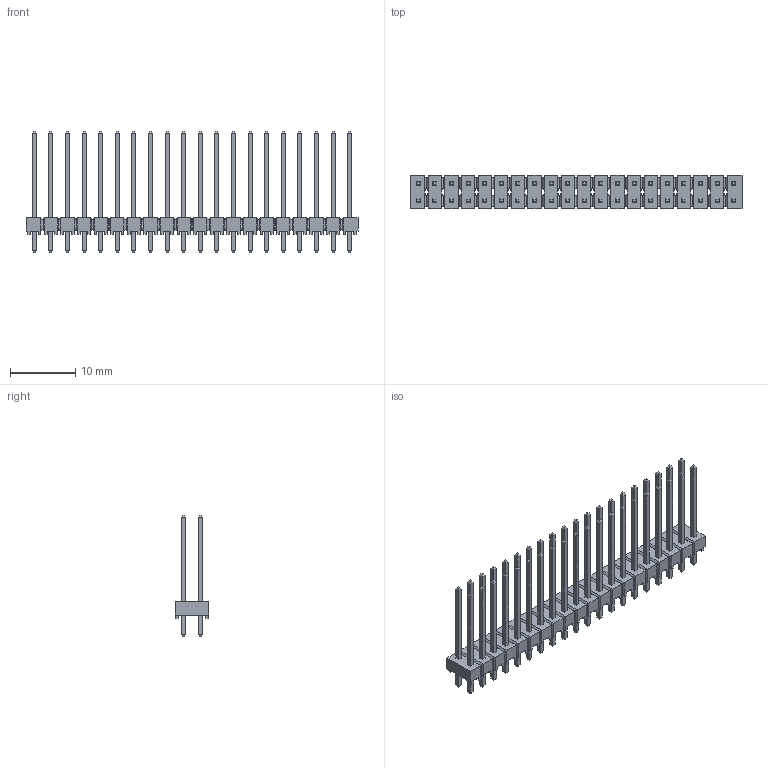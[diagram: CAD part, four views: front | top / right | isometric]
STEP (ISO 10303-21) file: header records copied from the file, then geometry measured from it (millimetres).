
FILE_DESCRIPTION(('FreeCAD Model'),'2;1');
FILE_NAME('Open CASCADE Shape Model','2022-09-23T09:29:10',( 'kicad StepUp'),('ksu MCAD'),'Open CASCADE STEP processor 7.5', 'FreeCAD','Unknown');
FILE_SCHEMA(('AUTOMOTIVE_DESIGN { 1 0 10303 214 1 1 1 1 }'));
Length unit declared in the file: millimetre
Products named in the file (1): strip_tsw-120-15-g-d
Bounding box: 50.8 x 5.08 x 18.54 mm (x, y, z)
Volume: 762.6 mm3; surface area: 2572.9 mm2
Topology: 1 solids, 1 shells, 1502 faces, 3826 edges, 2368 vertices
Faces by surface type: plane 1502
Entity records: 54240 total; most frequent: CARTESIAN_POINT 7697, ORIENTED_EDGE 7652, DIRECTION 6832, EDGE_CURVE 3826, LINE 3826, VECTOR 3826, VERTEX_POINT 2368, FACE_BOUND 1582
